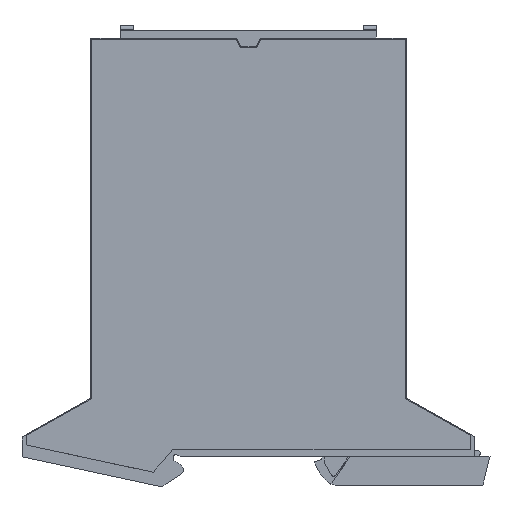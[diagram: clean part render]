
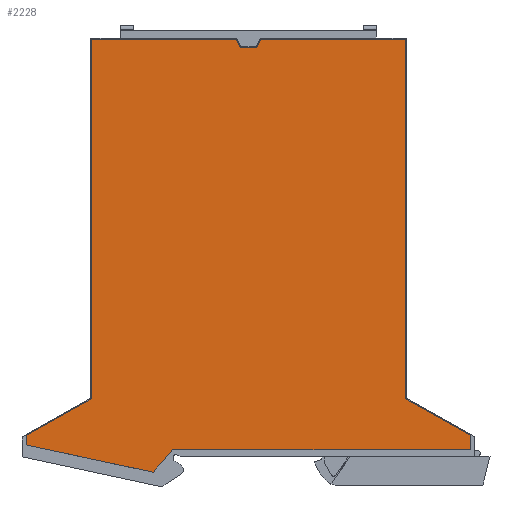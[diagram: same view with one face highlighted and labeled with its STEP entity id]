
A CAD part, left-side view. The second image highlights one B-rep face of the part: STEP entity #2228.
In plain terms, the highlighted planar face has unit normal (-1, 0, 0).
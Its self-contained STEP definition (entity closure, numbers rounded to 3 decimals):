
#2066=AXIS2_PLACEMENT_3D('Plane Axis2P3D',#2063,#2064,#2065) ;
#2063=CARTESIAN_POINT('Axis2P3D Location',(0.,56.402,7.237)) ;
#2069=CARTESIAN_POINT('Control Point',(0.,54.457,102.837)) ;
#2070=CARTESIAN_POINT('Control Point',(0.,55.754,102.837)) ;
#2071=CARTESIAN_POINT('Control Point',(0.,57.05,102.837)) ;
#2072=CARTESIAN_POINT('Control Point',(0.,58.347,102.837)) ;
#2073=CARTESIAN_POINT('Vertex',(0.,54.457,102.837)) ;
#2075=CARTESIAN_POINT('Vertex',(0.,58.347,102.837)) ;
#2078=CARTESIAN_POINT('Line Origine',(0.,58.79,103.787)) ;
#2082=CARTESIAN_POINT('Vertex',(0.,59.233,104.737)) ;
#2085=CARTESIAN_POINT('Line Origine',(0.,60.983,104.737)) ;
#2089=CARTESIAN_POINT('Vertex',(0.,62.733,104.737)) ;
#2093=CARTESIAN_POINT('Control Point',(0.,62.733,104.737)) ;
#2094=CARTESIAN_POINT('Control Point',(0.,72.822,104.737)) ;
#2095=CARTESIAN_POINT('Control Point',(0.,82.912,104.737)) ;
#2096=CARTESIAN_POINT('Control Point',(0.,93.002,104.737)) ;
#2097=CARTESIAN_POINT('Vertex',(0.,93.002,104.737)) ;
#2101=CARTESIAN_POINT('Control Point',(0.,93.002,104.737)) ;
#2102=CARTESIAN_POINT('Control Point',(0.,93.002,76.753)) ;
#2103=CARTESIAN_POINT('Control Point',(0.,93.002,48.768)) ;
#2104=CARTESIAN_POINT('Control Point',(0.,93.002,20.784)) ;
#2105=CARTESIAN_POINT('Vertex',(0.,93.002,20.784)) ;
#2109=CARTESIAN_POINT('Control Point',(0.,93.002,20.784)) ;
#2110=CARTESIAN_POINT('Control Point',(0.,98.079,17.94)) ;
#2111=CARTESIAN_POINT('Control Point',(0.,103.157,15.097)) ;
#2112=CARTESIAN_POINT('Control Point',(0.,108.234,12.253)) ;
#2113=CARTESIAN_POINT('Vertex',(0.,108.234,12.253)) ;
#2117=CARTESIAN_POINT('Control Point',(0.,108.234,12.253)) ;
#2118=CARTESIAN_POINT('Control Point',(0.,108.234,11.497)) ;
#2119=CARTESIAN_POINT('Control Point',(0.,108.234,10.741)) ;
#2120=CARTESIAN_POINT('Control Point',(0.,108.234,9.985)) ;
#2121=CARTESIAN_POINT('Vertex',(0.,108.234,9.985)) ;
#2125=CARTESIAN_POINT('Control Point',(0.,108.234,9.985)) ;
#2126=CARTESIAN_POINT('Control Point',(0.,98.383,7.865)) ;
#2127=CARTESIAN_POINT('Control Point',(0.,88.532,5.746)) ;
#2128=CARTESIAN_POINT('Control Point',(0.,78.681,3.626)) ;
#2129=CARTESIAN_POINT('Vertex',(0.,78.681,3.626)) ;
#2133=CARTESIAN_POINT('Control Point',(0.,78.681,3.626)) ;
#2134=CARTESIAN_POINT('Control Point',(0.,77.323,5.181)) ;
#2135=CARTESIAN_POINT('Control Point',(0.,75.965,6.735)) ;
#2136=CARTESIAN_POINT('Control Point',(0.,74.607,8.29)) ;
#2137=CARTESIAN_POINT('Vertex',(0.,74.607,8.29)) ;
#2141=CARTESIAN_POINT('Control Point',(0.,74.607,8.29)) ;
#2142=CARTESIAN_POINT('Control Point',(0.,74.605,8.292)) ;
#2143=CARTESIAN_POINT('Control Point',(0.,74.604,8.294)) ;
#2144=CARTESIAN_POINT('Control Point',(0.,74.602,8.296)) ;
#2145=CARTESIAN_POINT('Vertex',(0.,74.602,8.296)) ;
#2149=CARTESIAN_POINT('Control Point',(0.,74.602,8.296)) ;
#2150=CARTESIAN_POINT('Control Point',(0.,74.444,8.476)) ;
#2151=CARTESIAN_POINT('Control Point',(0.,74.286,8.657)) ;
#2152=CARTESIAN_POINT('Control Point',(0.,74.129,8.837)) ;
#2153=CARTESIAN_POINT('Vertex',(0.,74.129,8.837)) ;
#2157=CARTESIAN_POINT('Control Point',(0.,74.129,8.837)) ;
#2158=CARTESIAN_POINT('Control Point',(0.,50.942,8.837)) ;
#2159=CARTESIAN_POINT('Control Point',(0.,27.756,8.837)) ;
#2160=CARTESIAN_POINT('Control Point',(0.,4.57,8.837)) ;
#2161=CARTESIAN_POINT('Vertex',(0.,4.57,8.837)) ;
#2165=CARTESIAN_POINT('Control Point',(0.,4.57,8.837)) ;
#2166=CARTESIAN_POINT('Control Point',(0.,4.57,9.976)) ;
#2167=CARTESIAN_POINT('Control Point',(0.,4.57,11.115)) ;
#2168=CARTESIAN_POINT('Control Point',(0.,4.57,12.253)) ;
#2169=CARTESIAN_POINT('Vertex',(0.,4.57,12.253)) ;
#2173=CARTESIAN_POINT('Control Point',(0.,4.57,12.253)) ;
#2174=CARTESIAN_POINT('Control Point',(0.,9.647,15.097)) ;
#2175=CARTESIAN_POINT('Control Point',(0.,14.725,17.94)) ;
#2176=CARTESIAN_POINT('Control Point',(0.,19.802,20.784)) ;
#2177=CARTESIAN_POINT('Vertex',(0.,19.802,20.784)) ;
#2181=CARTESIAN_POINT('Control Point',(0.,19.802,20.784)) ;
#2182=CARTESIAN_POINT('Control Point',(0.,19.802,48.768)) ;
#2183=CARTESIAN_POINT('Control Point',(0.,19.802,76.753)) ;
#2184=CARTESIAN_POINT('Control Point',(0.,19.802,104.737)) ;
#2185=CARTESIAN_POINT('Vertex',(0.,19.802,104.737)) ;
#2189=CARTESIAN_POINT('Control Point',(0.,19.802,104.737)) ;
#2190=CARTESIAN_POINT('Control Point',(0.,29.892,104.737)) ;
#2191=CARTESIAN_POINT('Control Point',(0.,39.981,104.737)) ;
#2192=CARTESIAN_POINT('Control Point',(0.,50.071,104.737)) ;
#2193=CARTESIAN_POINT('Vertex',(0.,50.071,104.737)) ;
#2196=CARTESIAN_POINT('Line Origine',(0.,51.821,104.737)) ;
#2200=CARTESIAN_POINT('Vertex',(0.,53.571,104.737)) ;
#2203=CARTESIAN_POINT('Line Origine',(0.,54.014,103.787)) ;
#2064=DIRECTION('Axis2P3D Direction',(-1.,0.,0.)) ;
#2065=DIRECTION('Axis2P3D XDirection',(0.,1.,0.)) ;
#2079=DIRECTION('Vector Direction',(0.,0.423,0.906)) ;
#2086=DIRECTION('Vector Direction',(0.,1.,0.)) ;
#2197=DIRECTION('Vector Direction',(0.,1.,0.)) ;
#2204=DIRECTION('Vector Direction',(0.,-0.423,0.906)) ;
#2080=VECTOR('Line Direction',#2079,1.) ;
#2087=VECTOR('Line Direction',#2086,1.) ;
#2198=VECTOR('Line Direction',#2197,1.) ;
#2205=VECTOR('Line Direction',#2204,1.) ;
#2209=ORIENTED_EDGE('',*,*,#2077,.T.) ;
#2210=ORIENTED_EDGE('',*,*,#2084,.T.) ;
#2211=ORIENTED_EDGE('',*,*,#2091,.T.) ;
#2212=ORIENTED_EDGE('',*,*,#2099,.T.) ;
#2213=ORIENTED_EDGE('',*,*,#2107,.T.) ;
#2214=ORIENTED_EDGE('',*,*,#2115,.T.) ;
#2215=ORIENTED_EDGE('',*,*,#2123,.T.) ;
#2216=ORIENTED_EDGE('',*,*,#2131,.T.) ;
#2217=ORIENTED_EDGE('',*,*,#2139,.T.) ;
#2218=ORIENTED_EDGE('',*,*,#2147,.T.) ;
#2219=ORIENTED_EDGE('',*,*,#2155,.T.) ;
#2220=ORIENTED_EDGE('',*,*,#2163,.T.) ;
#2221=ORIENTED_EDGE('',*,*,#2171,.T.) ;
#2222=ORIENTED_EDGE('',*,*,#2179,.T.) ;
#2223=ORIENTED_EDGE('',*,*,#2187,.T.) ;
#2224=ORIENTED_EDGE('',*,*,#2195,.T.) ;
#2225=ORIENTED_EDGE('',*,*,#2202,.T.) ;
#2226=ORIENTED_EDGE('',*,*,#2207,.T.) ;
#2228=ADVANCED_FACE('BASE',(#2227),#2067,.T.) ;
#2068=B_SPLINE_CURVE_WITH_KNOTS('',3,(#2069,#2070,#2071,#2072),.UNSPECIFIED.,.F.,.U.,(4,4),(3.5,7.39),.UNSPECIFIED.) ;
#2092=B_SPLINE_CURVE_WITH_KNOTS('',3,(#2093,#2094,#2095,#2096),.UNSPECIFIED.,.F.,.U.,(4,4),(0.,30.269),.UNSPECIFIED.) ;
#2100=B_SPLINE_CURVE_WITH_KNOTS('',3,(#2101,#2102,#2103,#2104),.UNSPECIFIED.,.F.,.U.,(4,4),(0.,83.953),.UNSPECIFIED.) ;
#2108=B_SPLINE_CURVE_WITH_KNOTS('',3,(#2109,#2110,#2111,#2112),.UNSPECIFIED.,.F.,.U.,(4,4),(0.,17.458),.UNSPECIFIED.) ;
#2116=B_SPLINE_CURVE_WITH_KNOTS('',3,(#2117,#2118,#2119,#2120),.UNSPECIFIED.,.F.,.U.,(4,4),(0.,2.269),.UNSPECIFIED.) ;
#2124=B_SPLINE_CURVE_WITH_KNOTS('',3,(#2125,#2126,#2127,#2128),.UNSPECIFIED.,.F.,.U.,(4,4),(0.,30.229),.UNSPECIFIED.) ;
#2132=B_SPLINE_CURVE_WITH_KNOTS('',3,(#2133,#2134,#2135,#2136),.UNSPECIFIED.,.F.,.U.,(4,4),(0.,6.193),.UNSPECIFIED.) ;
#2140=B_SPLINE_CURVE_WITH_KNOTS('',3,(#2141,#2142,#2143,#2144),.UNSPECIFIED.,.F.,.U.,(4,4),(0.,0.007),.UNSPECIFIED.) ;
#2148=B_SPLINE_CURVE_WITH_KNOTS('',3,(#2149,#2150,#2151,#2152),.UNSPECIFIED.,.F.,.U.,(4,4),(0.,0.719),.UNSPECIFIED.) ;
#2156=B_SPLINE_CURVE_WITH_KNOTS('',3,(#2157,#2158,#2159,#2160),.UNSPECIFIED.,.F.,.U.,(4,4),(0.,69.559),.UNSPECIFIED.) ;
#2164=B_SPLINE_CURVE_WITH_KNOTS('',3,(#2165,#2166,#2167,#2168),.UNSPECIFIED.,.F.,.U.,(4,4),(0.,3.416),.UNSPECIFIED.) ;
#2172=B_SPLINE_CURVE_WITH_KNOTS('',3,(#2173,#2174,#2175,#2176),.UNSPECIFIED.,.F.,.U.,(4,4),(0.,17.458),.UNSPECIFIED.) ;
#2180=B_SPLINE_CURVE_WITH_KNOTS('',3,(#2181,#2182,#2183,#2184),.UNSPECIFIED.,.F.,.U.,(4,4),(0.,83.953),.UNSPECIFIED.) ;
#2188=B_SPLINE_CURVE_WITH_KNOTS('',3,(#2189,#2190,#2191,#2192),.UNSPECIFIED.,.F.,.U.,(4,4),(0.,30.269),.UNSPECIFIED.) ;
#2077=EDGE_CURVE('',#2074,#2076,#2068,.T.) ;
#2084=EDGE_CURVE('',#2076,#2083,#2081,.T.) ;
#2091=EDGE_CURVE('',#2083,#2090,#2088,.T.) ;
#2099=EDGE_CURVE('',#2090,#2098,#2092,.T.) ;
#2107=EDGE_CURVE('',#2098,#2106,#2100,.T.) ;
#2115=EDGE_CURVE('',#2106,#2114,#2108,.T.) ;
#2123=EDGE_CURVE('',#2114,#2122,#2116,.T.) ;
#2131=EDGE_CURVE('',#2122,#2130,#2124,.T.) ;
#2139=EDGE_CURVE('',#2130,#2138,#2132,.T.) ;
#2147=EDGE_CURVE('',#2138,#2146,#2140,.T.) ;
#2155=EDGE_CURVE('',#2146,#2154,#2148,.T.) ;
#2163=EDGE_CURVE('',#2154,#2162,#2156,.T.) ;
#2171=EDGE_CURVE('',#2162,#2170,#2164,.T.) ;
#2179=EDGE_CURVE('',#2170,#2178,#2172,.T.) ;
#2187=EDGE_CURVE('',#2178,#2186,#2180,.T.) ;
#2195=EDGE_CURVE('',#2186,#2194,#2188,.T.) ;
#2202=EDGE_CURVE('',#2194,#2201,#2199,.T.) ;
#2207=EDGE_CURVE('',#2201,#2074,#2206,.F.) ;
#2208=EDGE_LOOP('',(#2209,#2210,#2211,#2212,#2213,#2214,#2215,#2216,#2217,#2218,#2219,#2220,#2221,#2222,#2223,#2224,#2225,#2226)) ;
#2227=FACE_OUTER_BOUND('',#2208,.T.) ;
#2081=LINE('Line',#2078,#2080) ;
#2088=LINE('Line',#2085,#2087) ;
#2199=LINE('Line',#2196,#2198) ;
#2206=LINE('Line',#2203,#2205) ;
#2067=PLANE('',#2066) ;
#2074=VERTEX_POINT('',#2073) ;
#2076=VERTEX_POINT('',#2075) ;
#2083=VERTEX_POINT('',#2082) ;
#2090=VERTEX_POINT('',#2089) ;
#2098=VERTEX_POINT('',#2097) ;
#2106=VERTEX_POINT('',#2105) ;
#2114=VERTEX_POINT('',#2113) ;
#2122=VERTEX_POINT('',#2121) ;
#2130=VERTEX_POINT('',#2129) ;
#2138=VERTEX_POINT('',#2137) ;
#2146=VERTEX_POINT('',#2145) ;
#2154=VERTEX_POINT('',#2153) ;
#2162=VERTEX_POINT('',#2161) ;
#2170=VERTEX_POINT('',#2169) ;
#2178=VERTEX_POINT('',#2177) ;
#2186=VERTEX_POINT('',#2185) ;
#2194=VERTEX_POINT('',#2193) ;
#2201=VERTEX_POINT('',#2200) ;
